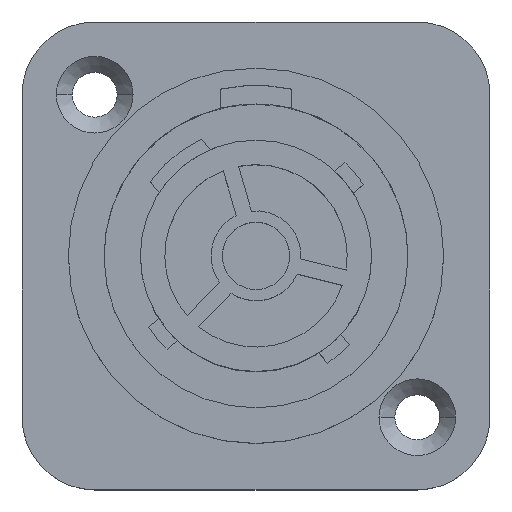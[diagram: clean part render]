
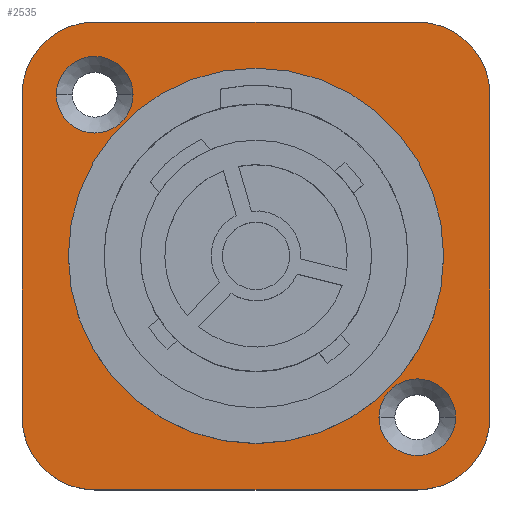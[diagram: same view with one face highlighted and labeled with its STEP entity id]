
A CAD part, top view. The second image highlights one B-rep face of the part: STEP entity #2535.
In plain terms, the highlighted planar face has unit normal (0, 0, 1).
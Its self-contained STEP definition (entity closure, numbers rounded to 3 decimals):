
#720=DIRECTION('',(0.,1.,0.));
#721=VECTOR('',#720,24.4);
#722=CARTESIAN_POINT('',(-17.7,-12.2,4.5));
#723=LINE('',#722,#721);
#724=CARTESIAN_POINT('',(-12.2,12.2,4.5));
#725=DIRECTION('',(0.,0.,1.));
#726=DIRECTION('',(0.,1.,0.));
#727=AXIS2_PLACEMENT_3D('',#724,#725,#726);
#729=DIRECTION('',(1.,0.,0.));
#730=VECTOR('',#729,24.4);
#731=CARTESIAN_POINT('',(-12.2,17.7,4.5));
#732=LINE('',#731,#730);
#733=CARTESIAN_POINT('',(12.2,12.2,4.5));
#734=DIRECTION('',(0.,0.,1.));
#735=DIRECTION('',(1.,0.,0.));
#736=AXIS2_PLACEMENT_3D('',#733,#734,#735);
#738=DIRECTION('',(0.,-1.,0.));
#739=VECTOR('',#738,24.4);
#740=CARTESIAN_POINT('',(17.7,12.2,4.5));
#741=LINE('',#740,#739);
#742=CARTESIAN_POINT('',(12.2,-12.2,4.5));
#743=DIRECTION('',(0.,0.,1.));
#744=DIRECTION('',(0.,-1.,0.));
#745=AXIS2_PLACEMENT_3D('',#742,#743,#744);
#747=DIRECTION('',(-1.,0.,0.));
#748=VECTOR('',#747,24.4);
#749=CARTESIAN_POINT('',(12.2,-17.7,4.5));
#750=LINE('',#749,#748);
#751=CARTESIAN_POINT('',(-12.2,-12.2,4.5));
#752=DIRECTION('',(0.,0.,1.));
#753=DIRECTION('',(-1.,0.,0.));
#754=AXIS2_PLACEMENT_3D('',#751,#752,#753);
#756=CARTESIAN_POINT('',(-12.2,12.2,4.5));
#757=DIRECTION('',(0.,0.,-1.));
#758=DIRECTION('',(1.,0.,0.));
#759=AXIS2_PLACEMENT_3D('',#756,#757,#758);
#761=CARTESIAN_POINT('',(-12.2,12.2,4.5));
#762=DIRECTION('',(0.,0.,-1.));
#763=DIRECTION('',(-1.,0.,0.));
#764=AXIS2_PLACEMENT_3D('',#761,#762,#763);
#766=CARTESIAN_POINT('',(12.2,-12.2,4.5));
#767=DIRECTION('',(0.,0.,-1.));
#768=DIRECTION('',(1.,0.,0.));
#769=AXIS2_PLACEMENT_3D('',#766,#767,#768);
#771=CARTESIAN_POINT('',(12.2,-12.2,4.5));
#772=DIRECTION('',(0.,0.,-1.));
#773=DIRECTION('',(-1.,0.,0.));
#774=AXIS2_PLACEMENT_3D('',#771,#772,#773);
#784=CARTESIAN_POINT('',(0.,0.,4.5));
#785=DIRECTION('',(0.,0.,1.));
#786=DIRECTION('',(0.,1.,0.));
#787=AXIS2_PLACEMENT_3D('',#784,#785,#786);
#789=CARTESIAN_POINT('',(0.,0.,4.5));
#790=DIRECTION('',(0.,0.,-1.));
#791=DIRECTION('',(0.,1.,0.));
#792=AXIS2_PLACEMENT_3D('',#789,#790,#791);
#1456=CARTESIAN_POINT('',(0.,14.2,4.5));
#1458=VERTEX_POINT('',#1456);
#1468=CARTESIAN_POINT('',(0.,-14.2,4.5));
#1470=VERTEX_POINT('',#1468);
#1498=CARTESIAN_POINT('',(-17.7,-12.2,4.5));
#1499=CARTESIAN_POINT('',(-17.7,12.2,4.5));
#1500=VERTEX_POINT('',#1498);
#1501=VERTEX_POINT('',#1499);
#1502=CARTESIAN_POINT('',(-12.2,17.7,4.5));
#1503=VERTEX_POINT('',#1502);
#1504=CARTESIAN_POINT('',(12.2,17.7,4.5));
#1505=VERTEX_POINT('',#1504);
#1506=CARTESIAN_POINT('',(17.7,12.2,4.5));
#1507=VERTEX_POINT('',#1506);
#1508=CARTESIAN_POINT('',(17.7,-12.2,4.5));
#1509=VERTEX_POINT('',#1508);
#1510=CARTESIAN_POINT('',(12.2,-17.7,4.5));
#1511=VERTEX_POINT('',#1510);
#1512=CARTESIAN_POINT('',(-12.2,-17.7,4.5));
#1513=VERTEX_POINT('',#1512);
#1528=CARTESIAN_POINT('',(-9.3,12.2,4.5));
#1529=CARTESIAN_POINT('',(-15.1,12.2,4.5));
#1530=VERTEX_POINT('',#1528);
#1531=VERTEX_POINT('',#1529);
#1536=CARTESIAN_POINT('',(15.1,-12.2,4.5));
#1537=CARTESIAN_POINT('',(9.3,-12.2,4.5));
#1538=VERTEX_POINT('',#1536);
#1539=VERTEX_POINT('',#1537);
#2502=CARTESIAN_POINT('',(0.,0.,4.5));
#2503=DIRECTION('',(0.,0.,-1.));
#2504=DIRECTION('',(0.,-1.,0.));
#2505=AXIS2_PLACEMENT_3D('',#2502,#2503,#2504);
#2506=PLANE('',#2505);
#2507=ORIENTED_EDGE('',*,*,#2398,.T.);
#2508=ORIENTED_EDGE('',*,*,#2413,.F.);
#2509=ORIENTED_EDGE('',*,*,#2427,.T.);
#2510=ORIENTED_EDGE('',*,*,#2441,.F.);
#2511=ORIENTED_EDGE('',*,*,#2455,.T.);
#2512=ORIENTED_EDGE('',*,*,#2469,.F.);
#2513=ORIENTED_EDGE('',*,*,#2483,.T.);
#2514=ORIENTED_EDGE('',*,*,#2496,.F.);
#2515=EDGE_LOOP('',(#2507,#2508,#2509,#2510,#2511,#2512,#2513,#2514));
#2516=FACE_OUTER_BOUND('',#2515,.F.);
#2518=ORIENTED_EDGE('',*,*,#2517,.T.);
#2520=ORIENTED_EDGE('',*,*,#2519,.F.);
#2521=EDGE_LOOP('',(#2518,#2520));
#2522=FACE_BOUND('',#2521,.F.);
#2524=ORIENTED_EDGE('',*,*,#2523,.F.);
#2526=ORIENTED_EDGE('',*,*,#2525,.F.);
#2527=EDGE_LOOP('',(#2524,#2526));
#2528=FACE_BOUND('',#2527,.F.);
#2530=ORIENTED_EDGE('',*,*,#2529,.F.);
#2532=ORIENTED_EDGE('',*,*,#2531,.F.);
#2533=EDGE_LOOP('',(#2530,#2532));
#2534=FACE_BOUND('',#2533,.F.);
#728=CIRCLE('',#727,5.5);
#737=CIRCLE('',#736,5.5);
#746=CIRCLE('',#745,5.5);
#755=CIRCLE('',#754,5.5);
#760=CIRCLE('',#759,2.9);
#765=CIRCLE('',#764,2.9);
#770=CIRCLE('',#769,2.9);
#775=CIRCLE('',#774,2.9);
#788=CIRCLE('',#787,14.2);
#793=CIRCLE('',#792,14.2);
#2398=EDGE_CURVE('',#1500,#1501,#723,.T.);
#2413=EDGE_CURVE('',#1503,#1501,#728,.T.);
#2427=EDGE_CURVE('',#1503,#1505,#732,.T.);
#2441=EDGE_CURVE('',#1507,#1505,#737,.T.);
#2455=EDGE_CURVE('',#1507,#1509,#741,.T.);
#2469=EDGE_CURVE('',#1511,#1509,#746,.T.);
#2483=EDGE_CURVE('',#1511,#1513,#750,.T.);
#2496=EDGE_CURVE('',#1500,#1513,#755,.T.);
#2517=EDGE_CURVE('',#1458,#1470,#788,.T.);
#2519=EDGE_CURVE('',#1458,#1470,#793,.T.);
#2523=EDGE_CURVE('',#1530,#1531,#760,.T.);
#2525=EDGE_CURVE('',#1531,#1530,#765,.T.);
#2529=EDGE_CURVE('',#1538,#1539,#770,.T.);
#2531=EDGE_CURVE('',#1539,#1538,#775,.T.);
#2535=ADVANCED_FACE('',(#2516,#2522,#2528,#2534),#2506,.F.);
